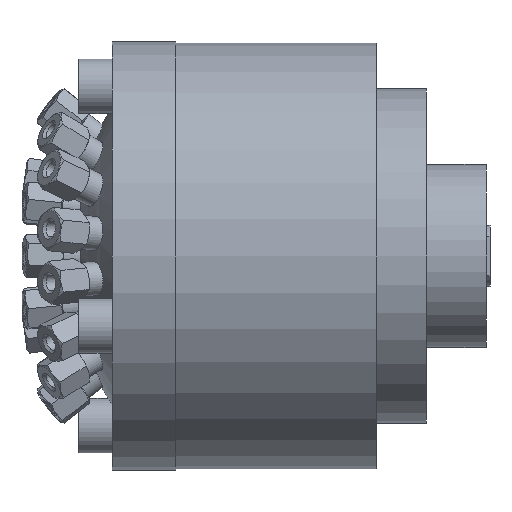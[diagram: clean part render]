
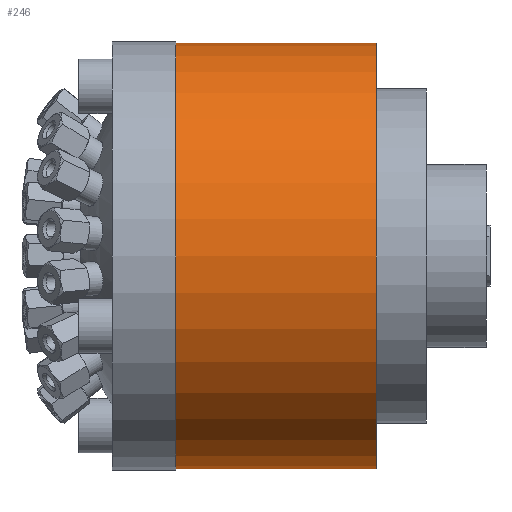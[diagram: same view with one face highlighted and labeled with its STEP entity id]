
A CAD part, front view. The second image highlights one B-rep face of the part: STEP entity #246.
In plain terms, the highlighted cylindrical face has radius 22.098 mm (diameter 44.196 mm), a full revolution.
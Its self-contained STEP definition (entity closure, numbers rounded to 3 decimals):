
#138=CARTESIAN_POINT('',(0.0,22.098,0.0));
#139=VERTEX_POINT('',#138);
#140=CARTESIAN_POINT('',(0.,0.,0.0));
#141=DIRECTION('',(1.0,0.0,0.0));
#142=DIRECTION('',(0.0,1.0,0.0));
#143=AXIS2_PLACEMENT_3D('',#140,#141,#142);
#144=CIRCLE('',#143,22.098);
#145=EDGE_CURVE('',#139,#139,#144,.T.);
#227=CARTESIAN_POINT('',(10.414,0.,0.0));
#228=DIRECTION('',(1.0,0.,0.0));
#229=DIRECTION('',(0.0,1.0,0.0));
#230=AXIS2_PLACEMENT_3D('',#227,#228,#229);
#231=CYLINDRICAL_SURFACE('',#230,22.098);
#232=ORIENTED_EDGE('',*,*,#145,.T.);
#233=EDGE_LOOP('',(#232));
#234=FACE_OUTER_BOUND('',#233,.T.);
#235=CARTESIAN_POINT('',(20.828,22.098,0.0));
#236=VERTEX_POINT('',#235);
#237=CARTESIAN_POINT('',(20.828,0.,0.0));
#238=DIRECTION('',(1.0,0.0,0.0));
#239=DIRECTION('',(0.0,1.0,0.0));
#240=AXIS2_PLACEMENT_3D('',#237,#238,#239);
#241=CIRCLE('',#240,22.098);
#242=EDGE_CURVE('',#236,#236,#241,.T.);
#243=ORIENTED_EDGE('',*,*,#242,.F.);
#244=EDGE_LOOP('',(#243));
#245=FACE_BOUND('',#244,.T.);
#246=ADVANCED_FACE('',(#234,#245),#231,.T.);
